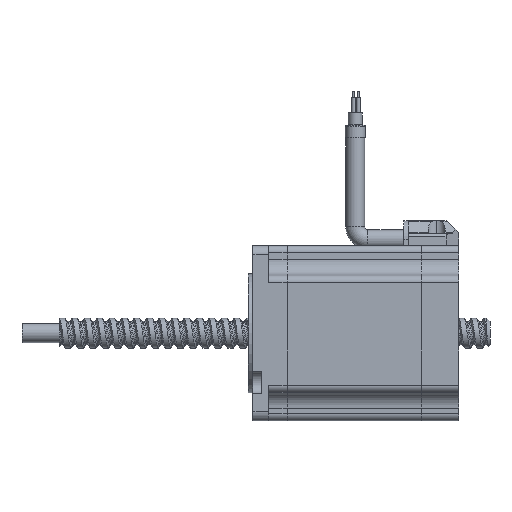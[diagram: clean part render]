
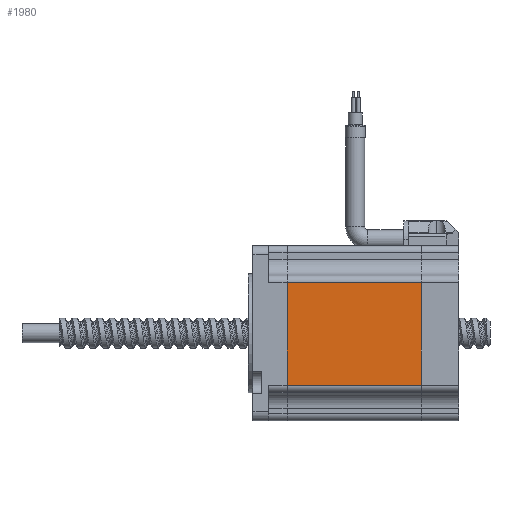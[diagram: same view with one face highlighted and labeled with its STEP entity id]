
A CAD part, left-side view. The second image highlights one B-rep face of the part: STEP entity #1980.
In plain terms, the highlighted planar face has unit normal (-1, 0, 0).
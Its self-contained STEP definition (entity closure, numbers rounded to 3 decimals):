
#1515 = AXIS2_PLACEMENT_3D ( 'NONE', #13552, #27145, #37408 ) ;
#1595 = VECTOR ( 'NONE', #21790, 1000. ) ;
#1658 = VERTEX_POINT ( 'NONE', #24302 ) ;
#1980 = ADVANCED_FACE ( 'NONE', ( #43658 ), #30486, .F. ) ;
#2080 = VECTOR ( 'NONE', #3357, 1000. ) ;
#2552 = CARTESIAN_POINT ( 'NONE',  ( -28.1, -48.999, 16.3 ) ) ;
#2719 = VECTOR ( 'NONE', #16204, 1000. ) ;
#3357 = DIRECTION ( 'NONE',  ( 0., 0., -1. ) ) ;
#3734 = ORIENTED_EDGE ( 'NONE', *, *, #38543, .F. ) ;
#4048 = ORIENTED_EDGE ( 'NONE', *, *, #4269, .T. ) ;
#4269 = EDGE_CURVE ( 'NONE', #42732, #36492, #35844, .T. ) ;
#4492 = VECTOR ( 'NONE', #23820, 1000. ) ;
#9968 = EDGE_CURVE ( 'NONE', #36492, #1658, #38243, .T. ) ;
#13552 = CARTESIAN_POINT ( 'NONE',  ( -28.1, 5., 25.1 ) ) ;
#14217 = LINE ( 'NONE', #18208, #1595 ) ;
#16204 = DIRECTION ( 'NONE',  ( 0., 1., 0. ) ) ;
#17567 = CARTESIAN_POINT ( 'NONE',  ( -28.1, -48.999, 25.1 ) ) ;
#17832 = ORIENTED_EDGE ( 'NONE', *, *, #9968, .T. ) ;
#18208 = CARTESIAN_POINT ( 'NONE',  ( -28.1, -61., -16.7 ) ) ;
#19190 = ORIENTED_EDGE ( 'NONE', *, *, #27211, .F. ) ;
#21790 = DIRECTION ( 'NONE',  ( 0., 1., 0. ) ) ;
#22465 = CARTESIAN_POINT ( 'NONE',  ( -28.1, -61., 16.3 ) ) ;
#23820 = DIRECTION ( 'NONE',  ( 0., 0., -1. ) ) ;
#24302 = CARTESIAN_POINT ( 'NONE',  ( -28.1, -6., -16.7 ) ) ;
#27145 = DIRECTION ( 'NONE',  ( 1., 0., 0. ) ) ;
#27211 = EDGE_CURVE ( 'NONE', #42732, #37622, #27842, .T. ) ;
#27842 = LINE ( 'NONE', #17567, #4492 ) ;
#27993 = CARTESIAN_POINT ( 'NONE',  ( -28.1, -6., 25.1 ) ) ;
#30009 = EDGE_LOOP ( 'NONE', ( #4048, #17832, #3734, #19190 ) ) ;
#30486 = PLANE ( 'NONE',  #1515 ) ;
#33261 = CARTESIAN_POINT ( 'NONE',  ( -28.1, -6., 16.3 ) ) ;
#35844 = LINE ( 'NONE', #22465, #2719 ) ;
#36492 = VERTEX_POINT ( 'NONE', #33261 ) ;
#37408 = DIRECTION ( 'NONE',  ( 0., 0., -1. ) ) ;
#37622 = VERTEX_POINT ( 'NONE', #40090 ) ;
#38243 = LINE ( 'NONE', #27993, #2080 ) ;
#38543 = EDGE_CURVE ( 'NONE', #37622, #1658, #14217, .T. ) ;
#40090 = CARTESIAN_POINT ( 'NONE',  ( -28.1, -48.999, -16.7 ) ) ;
#42732 = VERTEX_POINT ( 'NONE', #2552 ) ;
#43658 = FACE_OUTER_BOUND ( 'NONE', #30009, .T. ) ;
